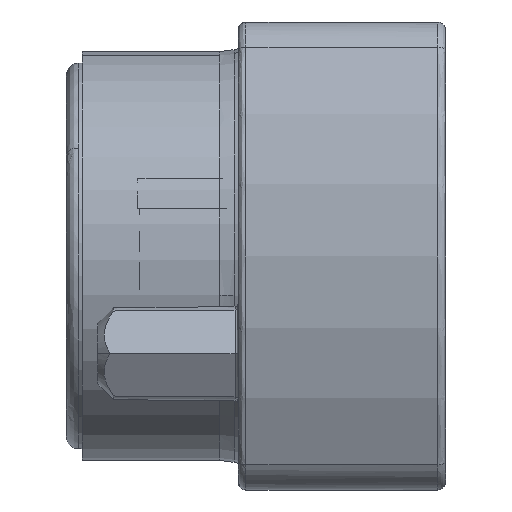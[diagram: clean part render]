
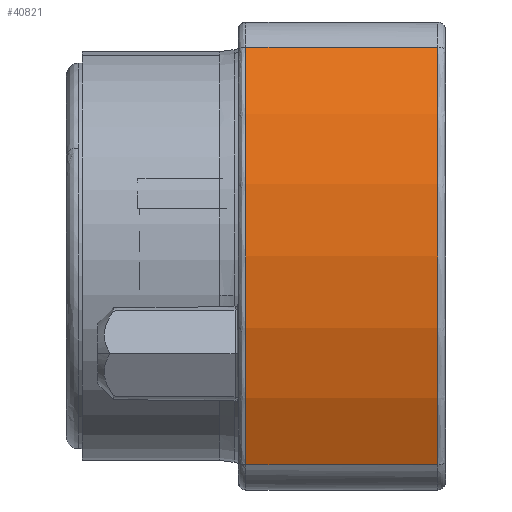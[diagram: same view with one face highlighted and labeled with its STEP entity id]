
A CAD part, left-side view. The second image highlights one B-rep face of the part: STEP entity #40821.
In plain terms, the highlighted cylindrical face has radius 7.367 mm (diameter 14.733 mm), a partial arc.
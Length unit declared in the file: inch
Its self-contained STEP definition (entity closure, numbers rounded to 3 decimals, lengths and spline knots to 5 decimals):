
#1844 = EDGE_LOOP ( 'NONE', ( #6643, #6644, #6645, #6646 ) ) ;
#6643 = ORIENTED_EDGE ( 'NONE', *, *, #39556, .T. ) ;
#6644 = ORIENTED_EDGE ( 'NONE', *, *, #39622, .T. ) ;
#6645 = ORIENTED_EDGE ( 'NONE', *, *, #39550, .T. ) ;
#6646 = ORIENTED_EDGE ( 'NONE', *, *, #39623, .T. ) ;
#11864 = AXIS2_PLACEMENT_3D ( 'NONE', #29556, #29557, #29558 ) ;
#11865 = AXIS2_PLACEMENT_3D ( 'NONE', #29594, #29595, #29596 ) ;
#21309 = VERTEX_POINT ( 'NONE', #27765 ) ;
#21331 = VERTEX_POINT ( 'NONE', #27787 ) ;
#21332 = VERTEX_POINT ( 'NONE', #27788 ) ;
#21343 = VERTEX_POINT ( 'NONE', #27799 ) ;
#25164 = CIRCLE ( 'NONE', #11864, 0.29002 ) ;
#25206 = CIRCLE ( 'NONE', #11865, 0.29002 ) ;
#27765 = CARTESIAN_POINT ( 'NONE',  ( -7.3639, 4.07458, 0.39418 ) ) ;
#27787 = CARTESIAN_POINT ( 'NONE',  ( -7.3639, 4.07458, 0.66187 ) ) ;
#27788 = CARTESIAN_POINT ( 'NONE',  ( -7.3639, 4.19758, 0.66187 ) ) ;
#27799 = CARTESIAN_POINT ( 'NONE',  ( -7.3639, 4.19758, 0.39418 ) ) ;
#29556 = CARTESIAN_POINT ( 'NONE',  ( -7.10661, 4.07458, 0.52803 ) ) ;
#29557 = DIRECTION ( 'NONE',  ( 0., 1., 0. ) ) ;
#29558 = DIRECTION ( 'NONE',  ( 1., 0., 0. ) ) ;
#29594 = CARTESIAN_POINT ( 'NONE',  ( -7.10661, 4.19758, 0.52803 ) ) ;
#29595 = DIRECTION ( 'NONE',  ( 0., -1., 0. ) ) ;
#29596 = DIRECTION ( 'NONE',  ( 1., 0., 0. ) ) ;
#32348 = CARTESIAN_POINT ( 'NONE',  ( -7.3639, 4.20258, 0.39418 ) ) ;
#32349 = DIRECTION ( 'NONE',  ( 0., -1., 0. ) ) ;
#32350 = CARTESIAN_POINT ( 'NONE',  ( -7.3639, 4.20258, 0.66187 ) ) ;
#32351 = DIRECTION ( 'NONE',  ( 0., 1., 0. ) ) ;
#33163 = LINE ( 'NONE', #32350, #33170 ) ;
#33165 = LINE ( 'NONE', #32348, #33168 ) ;
#33168 = VECTOR ( 'NONE', #32349, 39.37008 ) ;
#33170 = VECTOR ( 'NONE', #32351, 39.37008 ) ;
#39550 = EDGE_CURVE ( 'NONE', #21309, #21331, #25164, .T. ) ;
#39556 = EDGE_CURVE ( 'NONE', #21332, #21343, #25206, .T. ) ;
#39622 = EDGE_CURVE ( 'NONE', #21343, #21309, #33165, .T. ) ;
#39623 = EDGE_CURVE ( 'NONE', #21331, #21332, #33163, .T. ) ;
#40821 = ADVANCED_FACE ( 'NONE', ( #46572 ), #46581, .T. ) ;
#44066 = AXIS2_PLACEMENT_3D ( 'NONE', #47787, #47788, #47797 ) ;
#46572 = FACE_OUTER_BOUND ( 'NONE', #1844, .T. ) ;
#46581 = CYLINDRICAL_SURFACE ( 'NONE', #44066, 0.29002 ) ;
#47787 = CARTESIAN_POINT ( 'NONE',  ( -7.10661, 4.20258, 0.52803 ) ) ;
#47788 = DIRECTION ( 'NONE',  ( 0., -1., 0. ) ) ;
#47797 = DIRECTION ( 'NONE',  ( 1., 0., 0. ) ) ;
